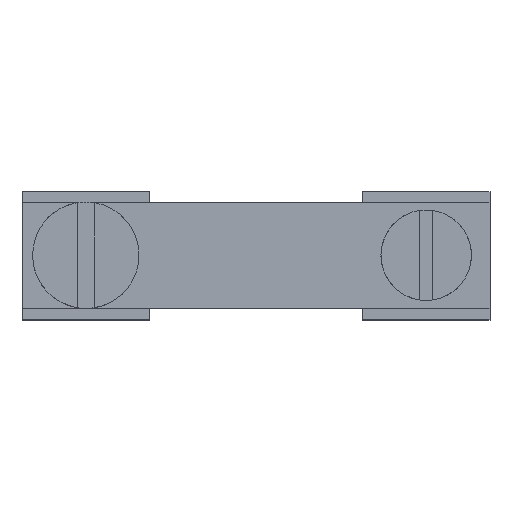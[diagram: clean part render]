
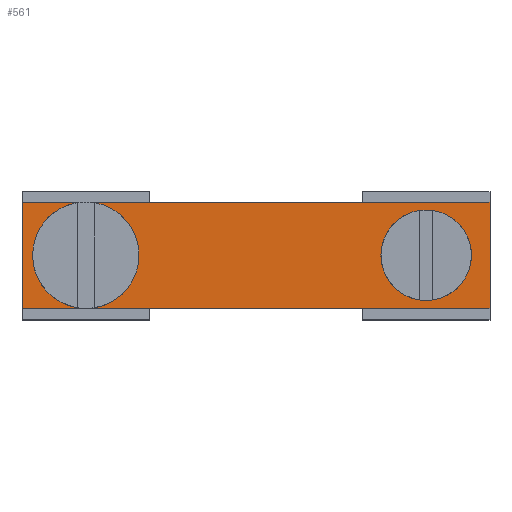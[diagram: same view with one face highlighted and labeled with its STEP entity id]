
A CAD part, top view. The second image highlights one B-rep face of the part: STEP entity #561.
In plain terms, the highlighted planar face has unit normal (0, 0, 1).
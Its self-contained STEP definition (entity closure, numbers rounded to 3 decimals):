
#403=AXIS2_PLACEMENT_3D('Circle Axis2P3D',#401,#402,$) ;
#415=AXIS2_PLACEMENT_3D('Circle Axis2P3D',#413,#414,$) ;
#503=AXIS2_PLACEMENT_3D('Plane Axis2P3D',#500,#501,#502) ;
#545=AXIS2_PLACEMENT_3D('Circle Axis2P3D',#543,#544,$) ;
#554=AXIS2_PLACEMENT_3D('Circle Axis2P3D',#552,#553,$) ;
#391=CARTESIAN_POINT('Vertex',(40.194,4.801,82.6)) ;
#398=CARTESIAN_POINT('Vertex',(35.806,7.199,82.6)) ;
#401=CARTESIAN_POINT('Axis2P3D Location',(38.,6.,82.6)) ;
#413=CARTESIAN_POINT('Axis2P3D Location',(38.,6.,82.6)) ;
#500=CARTESIAN_POINT('Axis2P3D Location',(22.,6.,82.6)) ;
#505=CARTESIAN_POINT('Line Origine',(22.,1.,82.6)) ;
#509=CARTESIAN_POINT('Vertex',(0.,1.,82.6)) ;
#511=CARTESIAN_POINT('Vertex',(44.,1.,82.6)) ;
#514=CARTESIAN_POINT('Line Origine',(44.,6.,82.6)) ;
#518=CARTESIAN_POINT('Vertex',(44.,11.,82.6)) ;
#521=CARTESIAN_POINT('Line Origine',(22.,11.,82.6)) ;
#525=CARTESIAN_POINT('Vertex',(0.,11.,82.6)) ;
#528=CARTESIAN_POINT('Line Origine',(0.,6.,82.6)) ;
#543=CARTESIAN_POINT('Axis2P3D Location',(6.,6.,82.6)) ;
#547=CARTESIAN_POINT('Vertex',(8.633,4.562,82.6)) ;
#549=CARTESIAN_POINT('Vertex',(3.367,7.438,82.6)) ;
#552=CARTESIAN_POINT('Axis2P3D Location',(6.,6.,82.6)) ;
#402=DIRECTION('Axis2P3D Direction',(0.,0.,-1.)) ;
#414=DIRECTION('Axis2P3D Direction',(0.,0.,-1.)) ;
#501=DIRECTION('Axis2P3D Direction',(0.,0.,1.)) ;
#502=DIRECTION('Axis2P3D XDirection',(-1.,0.,0.)) ;
#506=DIRECTION('Vector Direction',(-1.,0.,0.)) ;
#515=DIRECTION('Vector Direction',(0.,-1.,0.)) ;
#522=DIRECTION('Vector Direction',(1.,0.,0.)) ;
#529=DIRECTION('Vector Direction',(0.,1.,0.)) ;
#544=DIRECTION('Axis2P3D Direction',(0.,0.,1.)) ;
#553=DIRECTION('Axis2P3D Direction',(0.,0.,1.)) ;
#507=VECTOR('Line Direction',#506,1.) ;
#516=VECTOR('Line Direction',#515,1.) ;
#523=VECTOR('Line Direction',#522,1.) ;
#530=VECTOR('Line Direction',#529,1.) ;
#534=ORIENTED_EDGE('',*,*,#513,.T.) ;
#535=ORIENTED_EDGE('',*,*,#520,.T.) ;
#536=ORIENTED_EDGE('',*,*,#527,.T.) ;
#537=ORIENTED_EDGE('',*,*,#532,.T.) ;
#540=ORIENTED_EDGE('',*,*,#405,.F.) ;
#541=ORIENTED_EDGE('',*,*,#417,.F.) ;
#558=ORIENTED_EDGE('',*,*,#551,.F.) ;
#559=ORIENTED_EDGE('',*,*,#556,.F.) ;
#542=FACE_BOUND('',#539,.T.) ;
#560=FACE_BOUND('',#557,.T.) ;
#561=ADVANCED_FACE('Koerper.2',(#538,#542,#560),#504,.T.) ;
#404=CIRCLE('generated circle',#403,2.5) ;
#416=CIRCLE('generated circle',#415,2.5) ;
#546=CIRCLE('generated circle',#545,3.) ;
#555=CIRCLE('generated circle',#554,3.) ;
#405=EDGE_CURVE('',#399,#392,#404,.F.) ;
#417=EDGE_CURVE('',#392,#399,#416,.F.) ;
#513=EDGE_CURVE('',#510,#512,#508,.F.) ;
#520=EDGE_CURVE('',#512,#519,#517,.F.) ;
#527=EDGE_CURVE('',#519,#526,#524,.F.) ;
#532=EDGE_CURVE('',#526,#510,#531,.F.) ;
#551=EDGE_CURVE('',#548,#550,#546,.T.) ;
#556=EDGE_CURVE('',#550,#548,#555,.T.) ;
#533=EDGE_LOOP('',(#534,#535,#536,#537)) ;
#539=EDGE_LOOP('',(#540,#541)) ;
#557=EDGE_LOOP('',(#558,#559)) ;
#538=FACE_OUTER_BOUND('',#533,.T.) ;
#508=LINE('Line',#505,#507) ;
#517=LINE('Line',#514,#516) ;
#524=LINE('Line',#521,#523) ;
#531=LINE('Line',#528,#530) ;
#504=PLANE('',#503) ;
#392=VERTEX_POINT('',#391) ;
#399=VERTEX_POINT('',#398) ;
#510=VERTEX_POINT('',#509) ;
#512=VERTEX_POINT('',#511) ;
#519=VERTEX_POINT('',#518) ;
#526=VERTEX_POINT('',#525) ;
#548=VERTEX_POINT('',#547) ;
#550=VERTEX_POINT('',#549) ;
